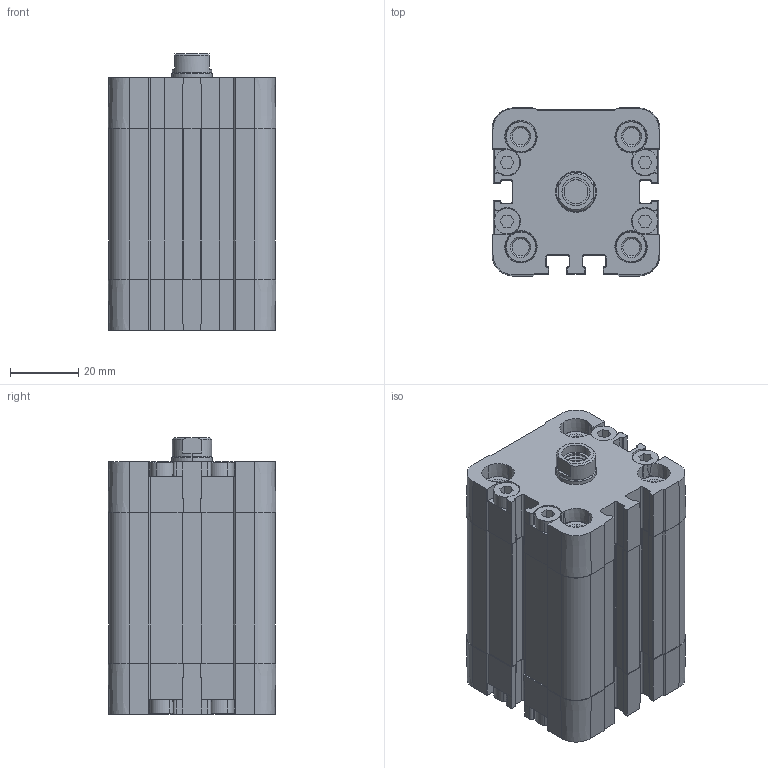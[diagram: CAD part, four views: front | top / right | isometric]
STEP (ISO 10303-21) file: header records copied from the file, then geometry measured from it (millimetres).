
FILE_DESCRIPTION (( 'STEP AP203' ), '1' );
FILE_NAME ('NSKI032.0030 F.STEP', '2010-10-19T13:48:08', ( 'Vesta Automation srl' ), ( 'Vesta Automation srl' ), 'SwSTEP 2.0', 'SolidWorks 2009', '' );
FILE_SCHEMA (( 'CONFIG_CONTROL_DESIGN' ));
Length unit declared in the file: millimetre
Products named in the file (5): REAR END CAP-NSKI 32; NSKI032.0030 F; FRONT END CAP-NSKI 32; BARREL-NSKI32_STROKE 0030; PISTON ROD-NSKI 032 F_STROKE 0030
Assembly tree (4 placements, depth 2):
  NSKI032.0030 F
    BARREL-NSKI32_STROKE 0030
    FRONT END CAP-NSKI 32
    REAR END CAP-NSKI 32
    PISTON ROD-NSKI 032 F_STROKE 0030
Bounding box: 49.2 x 49.2 x 81 mm (x, y, z)
Volume: 130355.6 mm3; surface area: 51661.2 mm2
Topology: 5 solids, 5 shells, 1044 faces, 2744 edges, 1764 vertices
Faces by surface type: plane 526, cone 340, cylinder 178
Entity records: 32807 total; most frequent: CARTESIAN_POINT 5975, DIRECTION 5622, ORIENTED_EDGE 5456, EDGE_CURVE 2728, AXIS2_PLACEMENT_3D 1961, VERTEX_POINT 1764, VECTOR 1700, LINE 1700
